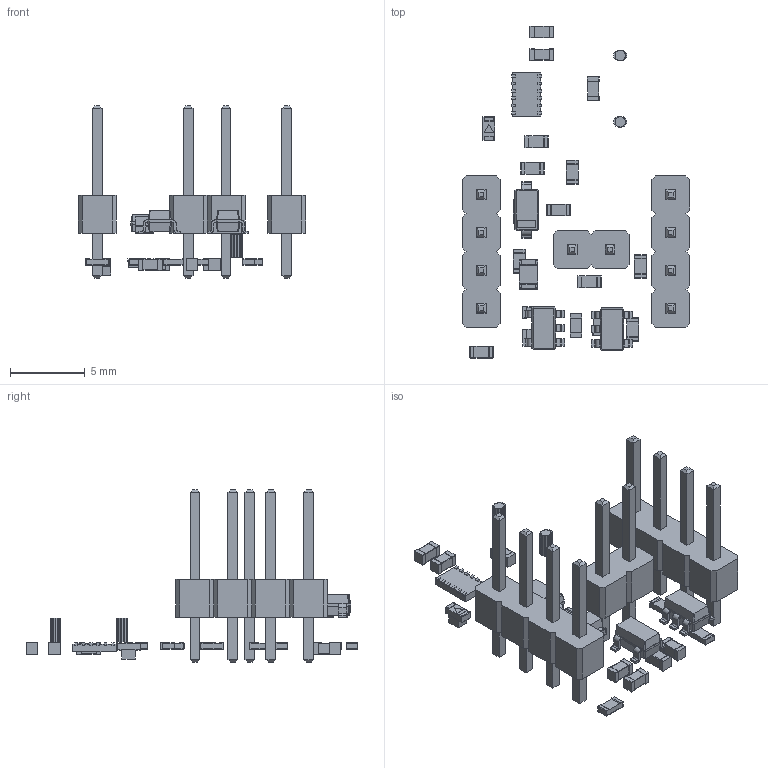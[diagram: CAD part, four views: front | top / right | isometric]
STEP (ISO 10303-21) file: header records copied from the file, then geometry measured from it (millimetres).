
FILE_DESCRIPTION(('KiCad electronic assembly'),'2;1');
FILE_NAME('OnOffController.step','2024-04-13T09:14:42',('Pcbnew'),( 'Kicad'),'Open CASCADE STEP processor 7.6','KiCad to STEP converter' ,'Unknown');
FILE_SCHEMA(('AUTOMOTIVE_DESIGN { 1 0 10303 214 1 1 1 1 }'));
Length unit declared in the file: millimetre
Products named in the file (20): OnOffController 1; PinHeader_1x02_P2.54mm_Vertical; SOLID; LED_0805_2012Metric; SOT-23-5; PinHeader_1x04_P2.54mm_Vertical; D_SOD-123; R_0603_1608Metric; LED_0603_1608Metric; C_0603_1608Metric; TDFN-12_2x3mm_P0.5mm; OnOffController PCB
Assembly tree (36 placements, depth 3):
  OnOffController 1
    PinHeader_1x02_P2.54mm_Vertical
      SOLID
    LED_0805_2012Metric
      SOLID
    SOT-23-5  x2
      SOLID
    PinHeader_1x04_P2.54mm_Vertical  x2
      SOLID
    D_SOD-123
      SOLID
    R_0603_1608Metric  x10
      SOLID
    LED_0603_1608Metric
      SOLID
    C_0603_1608Metric  x7
      SOLID
    TDFN-12_2x3mm_P0.5mm
      SOLID
    OnOffController PCB
Bounding box: 15.24 x 22.26 x 11.54 mm (x, y, z)
Volume: 235.6 mm3; surface area: 743.2 mm2
Topology: 28 solids, 28 shells, 1235 faces, 3163 edges, 2006 vertices
Faces by surface type: plane 916, cylinder 235, bspline 84
Full cylindrical faces by diameter (mm): 0.2 x1
Entity records: 43939 total; most frequent: CARTESIAN_POINT 7417, DIRECTION 5918, LINE 4325, VECTOR 4325, ORIENTED_EDGE 3216, PCURVE 3208, DEFINITIONAL_REPRESENTATION 3208, EDGE_CURVE 1604
